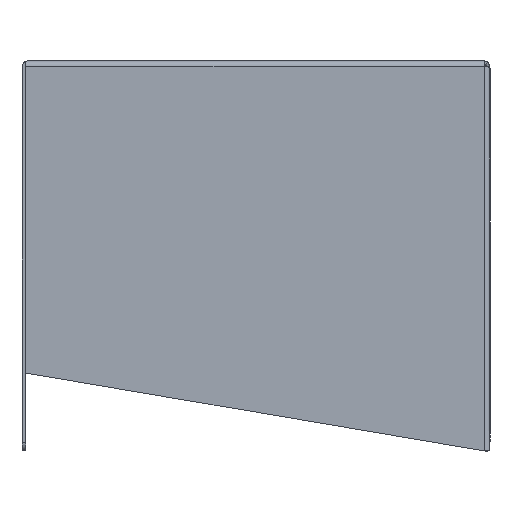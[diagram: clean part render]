
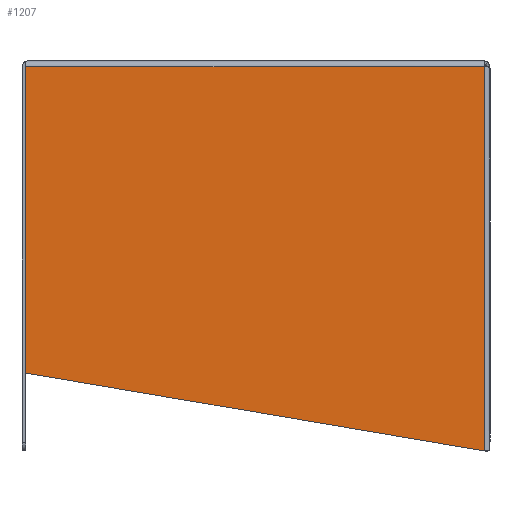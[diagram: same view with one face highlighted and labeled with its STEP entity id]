
A CAD part, left-side view. The second image highlights one B-rep face of the part: STEP entity #1207.
In plain terms, the highlighted planar face has unit normal (-1, 0, 0).
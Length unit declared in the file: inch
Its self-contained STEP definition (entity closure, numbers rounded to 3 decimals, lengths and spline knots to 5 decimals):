
#66 = EDGE_CURVE ( 'NONE', #2515, #452, #1372, .T. ) ;
#98 = CARTESIAN_POINT ( 'NONE',  ( 0., 0.048, 0. ) ) ;
#116 = DIRECTION ( 'NONE',  ( -1., 0., 0. ) ) ;
#128 = ORIENTED_EDGE ( 'NONE', *, *, #66, .T. ) ;
#287 = DIRECTION ( 'NONE',  ( 0., 0., 1. ) ) ;
#425 = DIRECTION ( 'NONE',  ( 0., 0., 1. ) ) ;
#452 = VERTEX_POINT ( 'NONE', #1165 ) ;
#474 = CARTESIAN_POINT ( 'NONE',  ( 0., 0.048, 9.85692 ) ) ;
#675 = PLANE ( 'NONE',  #2448 ) ;
#806 = LINE ( 'NONE', #1530, #1791 ) ;
#977 = EDGE_CURVE ( 'NONE', #452, #1252, #2043, .T. ) ;
#1088 = ORIENTED_EDGE ( 'NONE', *, *, #2321, .F. ) ;
#1159 = LINE ( 'NONE', #1718, #2060 ) ;
#1165 = CARTESIAN_POINT ( 'NONE',  ( 0., 0.048, 0. ) ) ;
#1187 = CARTESIAN_POINT ( 'NONE',  ( 0., 0.048, 9.857 ) ) ;
#1200 = ORIENTED_EDGE ( 'NONE', *, *, #1896, .T. ) ;
#1207 = ADVANCED_FACE ( 'NONE', ( #2232 ), #675, .T. ) ;
#1252 = VERTEX_POINT ( 'NONE', #474 ) ;
#1333 = VECTOR ( 'NONE', #287, 39.37008 ) ;
#1372 = LINE ( 'NONE', #1792, #1764 ) ;
#1416 = DIRECTION ( 'NONE',  ( 0., -0.986, -0.168 ) ) ;
#1462 = CARTESIAN_POINT ( 'NONE',  ( 0., 11.80992, 2.00015 ) ) ;
#1489 = VERTEX_POINT ( 'NONE', #1187 ) ;
#1506 = EDGE_CURVE ( 'NONE', #1252, #1489, #806, .T. ) ;
#1530 = CARTESIAN_POINT ( 'NONE',  ( 0., 0.048, 0. ) ) ;
#1562 = DIRECTION ( 'NONE',  ( 0., 0., -1. ) ) ;
#1592 = ORIENTED_EDGE ( 'NONE', *, *, #977, .T. ) ;
#1607 = DIRECTION ( 'NONE',  ( 0., -1., 0. ) ) ;
#1641 = EDGE_LOOP ( 'NONE', ( #1088, #1200, #128, #1592, #2092 ) ) ;
#1718 = CARTESIAN_POINT ( 'NONE',  ( 0., 11.80992, 49.37008 ) ) ;
#1764 = VECTOR ( 'NONE', #1416, 39.37008 ) ;
#1791 = VECTOR ( 'NONE', #425, 39.37008 ) ;
#1792 = CARTESIAN_POINT ( 'NONE',  ( 0., 0.00135, -0.00793 ) ) ;
#1896 = EDGE_CURVE ( 'NONE', #2107, #2515, #1159, .T. ) ;
#2009 = DIRECTION ( 'NONE',  ( 0., 0., 1. ) ) ;
#2043 = LINE ( 'NONE', #98, #1333 ) ;
#2060 = VECTOR ( 'NONE', #1562, 39.37008 ) ;
#2092 = ORIENTED_EDGE ( 'NONE', *, *, #1506, .T. ) ;
#2107 = VERTEX_POINT ( 'NONE', #2164 ) ;
#2164 = CARTESIAN_POINT ( 'NONE',  ( 0., 11.80992, 9.857 ) ) ;
#2228 = CARTESIAN_POINT ( 'NONE',  ( 0., 11.762, 9.857 ) ) ;
#2232 = FACE_OUTER_BOUND ( 'NONE', #1641, .T. ) ;
#2242 = CARTESIAN_POINT ( 'NONE',  ( 0., 0., 0. ) ) ;
#2321 = EDGE_CURVE ( 'NONE', #2107, #1489, #2427, .T. ) ;
#2427 = LINE ( 'NONE', #2228, #2511 ) ;
#2448 = AXIS2_PLACEMENT_3D ( 'NONE', #2242, #116, #2009 ) ;
#2511 = VECTOR ( 'NONE', #1607, 39.37008 ) ;
#2515 = VERTEX_POINT ( 'NONE', #1462 ) ;
